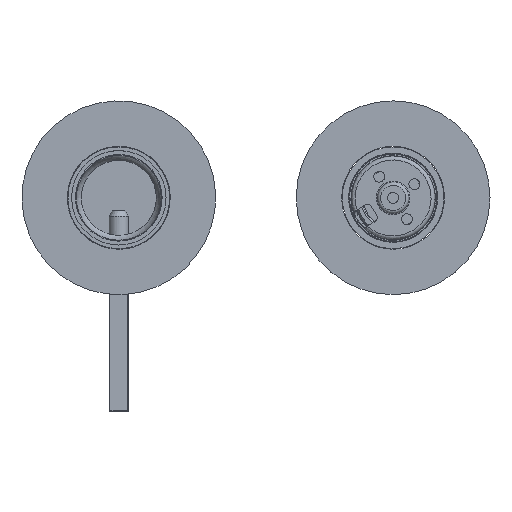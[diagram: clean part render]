
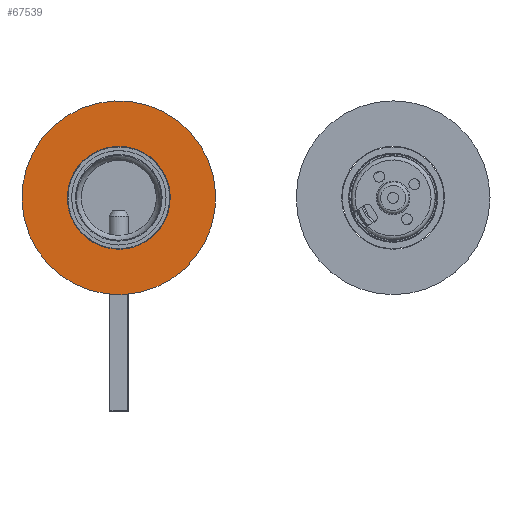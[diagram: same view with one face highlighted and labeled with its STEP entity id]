
A CAD part, top view. The second image highlights one B-rep face of the part: STEP entity #67539.
In plain terms, the highlighted planar face has unit normal (0, 0, 1).
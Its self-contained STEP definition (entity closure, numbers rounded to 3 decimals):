
#3956 = PLANE ( 'NONE',  #80871 ) ;
#7034 = CARTESIAN_POINT ( 'NONE',  ( 36.949, 15.322, -49.858 ) ) ;
#11397 = DIRECTION ( 'NONE',  ( 0., 0., -1. ) ) ;
#15123 = ORIENTED_EDGE ( 'NONE', *, *, #66961, .T. ) ;
#22139 = DIRECTION ( 'NONE',  ( -0.924, -0.383, 0. ) ) ;
#27566 = CARTESIAN_POINT ( 'NONE',  ( 0., 0., -49.858 ) ) ;
#30641 = VERTEX_POINT ( 'NONE', #45526 ) ;
#35768 = FACE_OUTER_BOUND ( 'NONE', #78506, .T. ) ;
#36831 = VERTEX_POINT ( 'NONE', #7034 ) ;
#45526 = CARTESIAN_POINT ( 'NONE',  ( -19.629, -8.14, -49.858 ) ) ;
#46475 = AXIS2_PLACEMENT_3D ( 'NONE', #52917, #11397, #22139 ) ;
#48625 = ORIENTED_EDGE ( 'NONE', *, *, #50426, .T. ) ;
#49645 = DIRECTION ( 'NONE',  ( 0.924, 0.383, 0. ) ) ;
#50426 = EDGE_CURVE ( 'NONE', #30641, #30641, #84177, .T. ) ;
#52917 = CARTESIAN_POINT ( 'NONE',  ( 0., 0., -49.858 ) ) ;
#62764 = AXIS2_PLACEMENT_3D ( 'NONE', #84257, #75064, #91457 ) ;
#66961 = EDGE_CURVE ( 'NONE', #36831, #36831, #92267, .T. ) ;
#67539 = ADVANCED_FACE ( 'NONE', ( #81961, #35768 ), #3956, .T. ) ;
#72648 = EDGE_LOOP ( 'NONE', ( #48625 ) ) ;
#75064 = DIRECTION ( 'NONE',  ( 0., 0., 1. ) ) ;
#78506 = EDGE_LOOP ( 'NONE', ( #15123 ) ) ;
#80871 = AXIS2_PLACEMENT_3D ( 'NONE', #27566, #81461, #49645 ) ;
#81461 = DIRECTION ( 'NONE',  ( 0., 0., 1. ) ) ;
#81961 = FACE_BOUND ( 'NONE', #72648, .T. ) ;
#84177 = CIRCLE ( 'NONE', #46475, 21.25 ) ;
#84257 = CARTESIAN_POINT ( 'NONE',  ( 0., 0., -49.858 ) ) ;
#91457 = DIRECTION ( 'NONE',  ( 0.924, 0.383, 0. ) ) ;
#92267 = CIRCLE ( 'NONE', #62764, 40. ) ;
